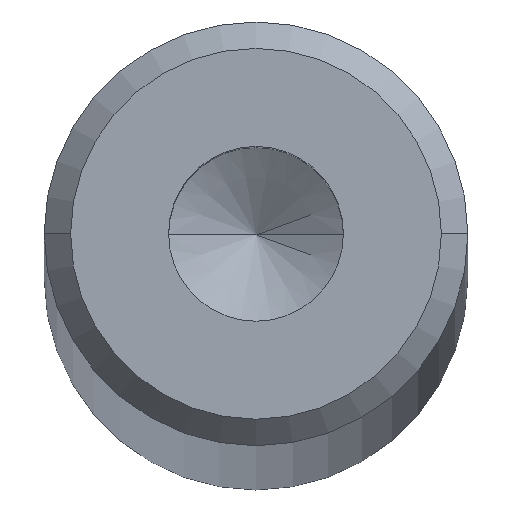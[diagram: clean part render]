
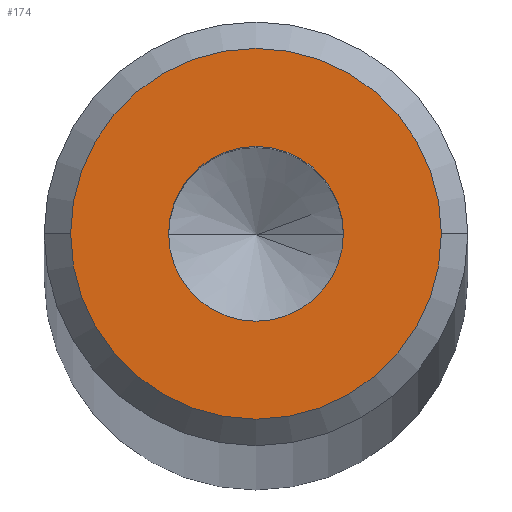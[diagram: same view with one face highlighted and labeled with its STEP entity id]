
A CAD part, top view. The second image highlights one B-rep face of the part: STEP entity #174.
In plain terms, the highlighted planar face has unit normal (0, 0, 1).
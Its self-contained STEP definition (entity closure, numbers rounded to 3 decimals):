
#6 = CARTESIAN_POINT ( 'NONE',  ( -1.65, 0., 480. ) ) ;
#20 = DIRECTION ( 'NONE',  ( 0., 0., 1. ) ) ;
#23 = EDGE_CURVE ( 'NONE', #83, #385, #34, .T. ) ;
#33 = CARTESIAN_POINT ( 'NONE',  ( 0., 0., 480. ) ) ;
#34 = CIRCLE ( 'NONE', #366, 3.5 ) ;
#45 = AXIS2_PLACEMENT_3D ( 'NONE', #266, #20, #305 ) ;
#65 = ORIENTED_EDGE ( 'NONE', *, *, #23, .T. ) ;
#82 = DIRECTION ( 'NONE',  ( 1., 0., 0. ) ) ;
#83 = VERTEX_POINT ( 'NONE', #401 ) ;
#97 = CARTESIAN_POINT ( 'NONE',  ( 0., 0., 480. ) ) ;
#102 = CARTESIAN_POINT ( 'NONE',  ( 0., 0., 480. ) ) ;
#115 = AXIS2_PLACEMENT_3D ( 'NONE', #166, #426, #213 ) ;
#134 = DIRECTION ( 'NONE',  ( 0., 0., 1. ) ) ;
#137 = DIRECTION ( 'NONE',  ( 1., 0., 0. ) ) ;
#155 = AXIS2_PLACEMENT_3D ( 'NONE', #33, #315, #82 ) ;
#166 = CARTESIAN_POINT ( 'NONE',  ( 0., 0., 480. ) ) ;
#171 = DIRECTION ( 'NONE',  ( 1., 0., 0. ) ) ;
#174 = ADVANCED_FACE ( 'NONE', ( #471, #257 ), #475, .T. ) ;
#183 = ORIENTED_EDGE ( 'NONE', *, *, #431, .F. ) ;
#185 = CIRCLE ( 'NONE', #45, 1.65 ) ;
#200 = VERTEX_POINT ( 'NONE', #6 ) ;
#204 = EDGE_LOOP ( 'NONE', ( #309, #183 ) ) ;
#213 = DIRECTION ( 'NONE',  ( 1., 0., 0. ) ) ;
#227 = CIRCLE ( 'NONE', #155, 1.65 ) ;
#231 = CARTESIAN_POINT ( 'NONE',  ( 1.65, 0., 480. ) ) ;
#257 = FACE_OUTER_BOUND ( 'NONE', #274, .T. ) ;
#266 = CARTESIAN_POINT ( 'NONE',  ( 0., 0., 480. ) ) ;
#274 = EDGE_LOOP ( 'NONE', ( #65, #417 ) ) ;
#305 = DIRECTION ( 'NONE',  ( 1., 0., 0. ) ) ;
#309 = ORIENTED_EDGE ( 'NONE', *, *, #505, .F. ) ;
#315 = DIRECTION ( 'NONE',  ( 0., 0., 1. ) ) ;
#318 = AXIS2_PLACEMENT_3D ( 'NONE', #97, #134, #137 ) ;
#326 = DIRECTION ( 'NONE',  ( 0., 0., 1. ) ) ;
#366 = AXIS2_PLACEMENT_3D ( 'NONE', #102, #326, #171 ) ;
#369 = VERTEX_POINT ( 'NONE', #231 ) ;
#385 = VERTEX_POINT ( 'NONE', #412 ) ;
#399 = CIRCLE ( 'NONE', #115, 3.5 ) ;
#401 = CARTESIAN_POINT ( 'NONE',  ( -3.5, 0., 480. ) ) ;
#412 = CARTESIAN_POINT ( 'NONE',  ( 3.5, 0., 480. ) ) ;
#417 = ORIENTED_EDGE ( 'NONE', *, *, #442, .T. ) ;
#426 = DIRECTION ( 'NONE',  ( 0., 0., 1. ) ) ;
#431 = EDGE_CURVE ( 'NONE', #200, #369, #227, .T. ) ;
#442 = EDGE_CURVE ( 'NONE', #385, #83, #399, .T. ) ;
#471 = FACE_BOUND ( 'NONE', #204, .T. ) ;
#475 = PLANE ( 'NONE',  #318 ) ;
#505 = EDGE_CURVE ( 'NONE', #369, #200, #185, .T. ) ;
